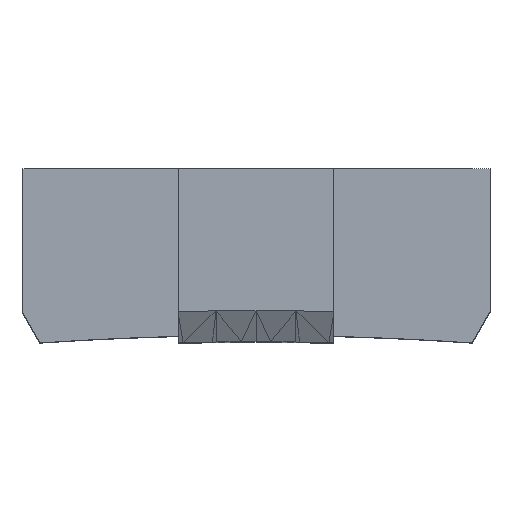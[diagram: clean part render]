
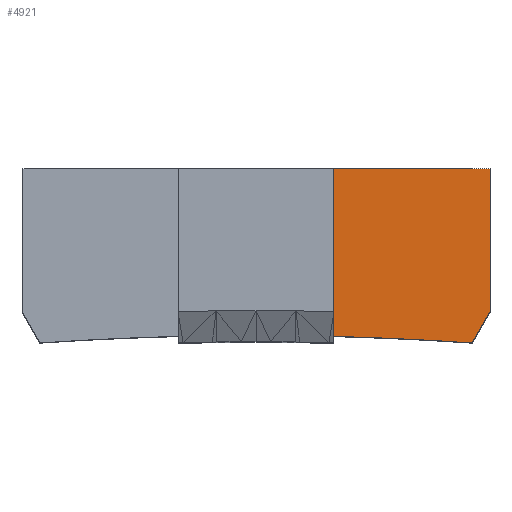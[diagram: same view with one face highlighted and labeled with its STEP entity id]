
A CAD part, top view. The second image highlights one B-rep face of the part: STEP entity #4921.
In plain terms, the highlighted planar face has unit normal (0, 0, 1).
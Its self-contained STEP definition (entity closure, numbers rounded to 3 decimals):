
#388=PLANE('',#5309);
#772=FACE_OUTER_BOUND('',#1156,.T.);
#1156=EDGE_LOOP('',(#4449,#4450,#4451,#4452,#4453,#4454,#4455,#4456,#4457));
#1664=LINE('',#7719,#2289);
#1683=LINE('',#7758,#2308);
#1686=LINE('',#7764,#2311);
#1689=LINE('',#7769,#2314);
#1691=LINE('',#7774,#2316);
#1693=LINE('',#7778,#2318);
#1774=LINE('',#7939,#2399);
#1775=LINE('',#7942,#2400);
#1776=LINE('',#7943,#2401);
#2289=VECTOR('',#6430,1.54);
#2308=VECTOR('',#6473,1.54);
#2311=VECTOR('',#6480,1.54);
#2314=VECTOR('',#6487,1.54);
#2316=VECTOR('',#6491,1.54);
#2318=VECTOR('',#6495,1.54);
#2399=VECTOR('',#6678,1.54);
#2400=VECTOR('',#6681,10.);
#2401=VECTOR('',#6682,1.54);
#2615=VERTEX_POINT('',#7709);
#2616=VERTEX_POINT('',#7717);
#2623=VERTEX_POINT('',#7753);
#2624=VERTEX_POINT('',#7757);
#2625=VERTEX_POINT('',#7763);
#2626=VERTEX_POINT('',#7771);
#2628=VERTEX_POINT('',#7777);
#2656=VERTEX_POINT('',#7935);
#2658=VERTEX_POINT('',#7941);
#3164=EDGE_CURVE('',#2615,#2616,#1664,.T.);
#3183=EDGE_CURVE('',#2624,#2623,#1683,.T.);
#3186=EDGE_CURVE('',#2616,#2625,#1686,.T.);
#3189=EDGE_CURVE('',#2625,#2624,#1689,.T.);
#3191=EDGE_CURVE('',#2623,#2626,#1691,.T.);
#3193=EDGE_CURVE('',#2626,#2628,#1693,.T.);
#3274=EDGE_CURVE('',#2615,#2656,#1774,.T.);
#3275=EDGE_CURVE('',#2658,#2656,#1775,.T.);
#3276=EDGE_CURVE('',#2628,#2658,#1776,.T.);
#4449=ORIENTED_EDGE('',*,*,#3275,.T.);
#4450=ORIENTED_EDGE('',*,*,#3274,.F.);
#4451=ORIENTED_EDGE('',*,*,#3164,.T.);
#4452=ORIENTED_EDGE('',*,*,#3186,.T.);
#4453=ORIENTED_EDGE('',*,*,#3189,.T.);
#4454=ORIENTED_EDGE('',*,*,#3183,.T.);
#4455=ORIENTED_EDGE('',*,*,#3191,.T.);
#4456=ORIENTED_EDGE('',*,*,#3193,.T.);
#4457=ORIENTED_EDGE('',*,*,#3276,.T.);
#4921=ADVANCED_FACE('',(#772),#388,.T.);
#5309=AXIS2_PLACEMENT_3D('',#7940,#6679,#6680);
#6430=DIRECTION('',(1.,-0.029,0.));
#6473=DIRECTION('',(0.998,-0.056,0.));
#6480=DIRECTION('',(0.999,-0.037,0.));
#6487=DIRECTION('',(0.999,-0.047,0.));
#6491=DIRECTION('',(0.998,-0.065,0.));
#6495=DIRECTION('',(0.496,0.869,0.));
#6678=DIRECTION('',(0.,1.,0.));
#6679=DIRECTION('center_axis',(0.,0.,1.));
#6680=DIRECTION('ref_axis',(1.,0.,0.));
#6681=DIRECTION('',(-1.,0.,0.));
#6682=DIRECTION('',(0.,1.,0.));
#7709=CARTESIAN_POINT('',(-17.682,69.766,48.045));
#7717=CARTESIAN_POINT('',(-16.488,69.732,48.045));
#7719=CARTESIAN_POINT('',(-17.682,69.766,48.045));
#7753=CARTESIAN_POINT('',(-12.17,69.53,48.045));
#7757=CARTESIAN_POINT('',(-13.609,69.61,48.045));
#7758=CARTESIAN_POINT('',(-13.609,69.61,48.045));
#7763=CARTESIAN_POINT('',(-15.048,69.678,48.045));
#7764=CARTESIAN_POINT('',(-16.488,69.732,48.045));
#7769=CARTESIAN_POINT('',(-15.048,69.678,48.045));
#7771=CARTESIAN_POINT('',(-10.86,69.444,48.045));
#7774=CARTESIAN_POINT('',(-12.17,69.53,48.045));
#7777=CARTESIAN_POINT('',(-9.983,70.981,48.045));
#7778=CARTESIAN_POINT('',(-10.86,69.444,48.045));
#7935=CARTESIAN_POINT('',(-17.682,78.039,48.045));
#7939=CARTESIAN_POINT('',(-17.682,69.766,48.045));
#7940=CARTESIAN_POINT('Origin',(-12.17,69.53,48.045));
#7941=CARTESIAN_POINT('',(-9.983,78.039,48.045));
#7942=CARTESIAN_POINT('',(-19.16,78.039,48.045));
#7943=CARTESIAN_POINT('',(-9.983,70.981,48.045));
